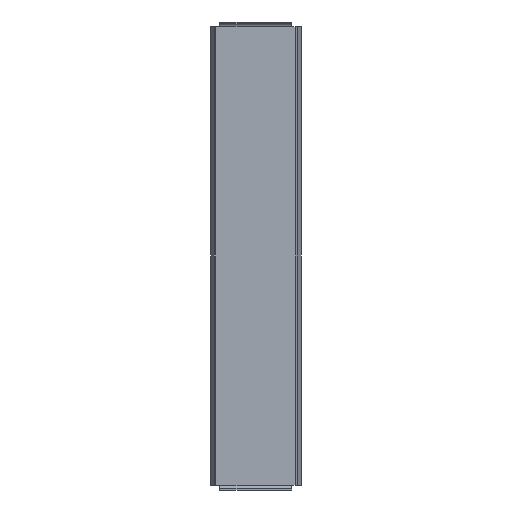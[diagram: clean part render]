
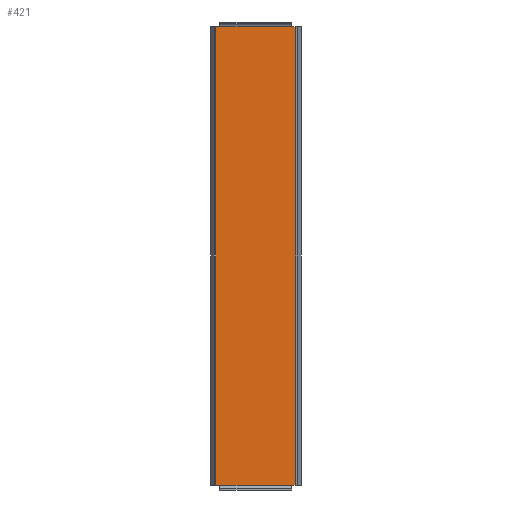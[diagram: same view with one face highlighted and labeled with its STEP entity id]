
A CAD part, front view. The second image highlights one B-rep face of the part: STEP entity #421.
In plain terms, the highlighted planar face has unit normal (0, -1, 0).
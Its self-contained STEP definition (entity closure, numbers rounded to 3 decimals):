
#149=CARTESIAN_POINT('',(32.918,7.037,-218.099));
#150=VERTEX_POINT('',#149);
#158=CARTESIAN_POINT('',(-35.436,7.037,-218.099));
#159=VERTEX_POINT('',#158);
#160=CARTESIAN_POINT('',(-35.436,7.037,-218.099));
#161=DIRECTION('',(1.0,0.0,0.0));
#162=VECTOR('',#161,68.353);
#163=LINE('',#160,#162);
#164=EDGE_CURVE('',#159,#150,#163,.T.);
#236=CARTESIAN_POINT('',(37.356,7.037,-218.099));
#237=VERTEX_POINT('',#236);
#245=CARTESIAN_POINT('',(32.918,7.037,-218.099));
#246=DIRECTION('',(1.0,0.0,0.0));
#247=VECTOR('',#246,4.439);
#248=LINE('',#245,#247);
#249=EDGE_CURVE('',#150,#237,#248,.T.);
#265=CARTESIAN_POINT('',(-39.357,7.037,-218.099));
#266=VERTEX_POINT('',#265);
#267=CARTESIAN_POINT('',(-39.357,7.037,-218.099));
#268=DIRECTION('',(1.0,0.0,0.0));
#269=VECTOR('',#268,3.921);
#270=LINE('',#267,#269);
#271=EDGE_CURVE('',#266,#159,#270,.T.);
#373=CARTESIAN_POINT('',(57.357,7.037,-236.78));
#374=DIRECTION('',(0.0,-1.0,0.0));
#375=DIRECTION('',(0.0,0.0,-1.0));
#376=AXIS2_PLACEMENT_3D('',#373,#374,#375);
#377=PLANE('',#376);
#378=ORIENTED_EDGE('',*,*,#271,.T.);
#379=ORIENTED_EDGE('',*,*,#164,.T.);
#380=ORIENTED_EDGE('',*,*,#249,.T.);
#381=CARTESIAN_POINT('',(37.356,7.037,218.099));
#382=VERTEX_POINT('',#381);
#383=CARTESIAN_POINT('',(37.356,7.037,-218.099));
#384=DIRECTION('',(0.0,0.0,1.0));
#385=VECTOR('',#384,436.198);
#386=LINE('',#383,#385);
#387=EDGE_CURVE('',#237,#382,#386,.T.);
#388=ORIENTED_EDGE('',*,*,#387,.T.);
#389=CARTESIAN_POINT('',(32.918,7.037,218.099));
#390=VERTEX_POINT('',#389);
#391=CARTESIAN_POINT('',(37.356,7.037,218.099));
#392=DIRECTION('',(-1.0,0.0,0.0));
#393=VECTOR('',#392,4.439);
#394=LINE('',#391,#393);
#395=EDGE_CURVE('',#382,#390,#394,.T.);
#396=ORIENTED_EDGE('',*,*,#395,.T.);
#397=CARTESIAN_POINT('',(-35.436,7.037,218.099));
#398=VERTEX_POINT('',#397);
#399=CARTESIAN_POINT('',(32.918,7.037,218.099));
#400=DIRECTION('',(-1.0,0.0,0.0));
#401=VECTOR('',#400,68.353);
#402=LINE('',#399,#401);
#403=EDGE_CURVE('',#390,#398,#402,.T.);
#404=ORIENTED_EDGE('',*,*,#403,.T.);
#405=CARTESIAN_POINT('',(-39.357,7.037,218.099));
#406=VERTEX_POINT('',#405);
#407=CARTESIAN_POINT('',(-35.436,7.037,218.099));
#408=DIRECTION('',(-1.0,0.0,0.0));
#409=VECTOR('',#408,3.921);
#410=LINE('',#407,#409);
#411=EDGE_CURVE('',#398,#406,#410,.T.);
#412=ORIENTED_EDGE('',*,*,#411,.T.);
#413=CARTESIAN_POINT('',(-39.357,7.037,218.099));
#414=DIRECTION('',(0.0,0.0,-1.0));
#415=VECTOR('',#414,436.198);
#416=LINE('',#413,#415);
#417=EDGE_CURVE('',#406,#266,#416,.T.);
#418=ORIENTED_EDGE('',*,*,#417,.T.);
#419=EDGE_LOOP('',(#378,#379,#380,#388,#396,#404,#412,#418));
#420=FACE_OUTER_BOUND('',#419,.T.);
#421=ADVANCED_FACE('',(#420),#377,.T.);
